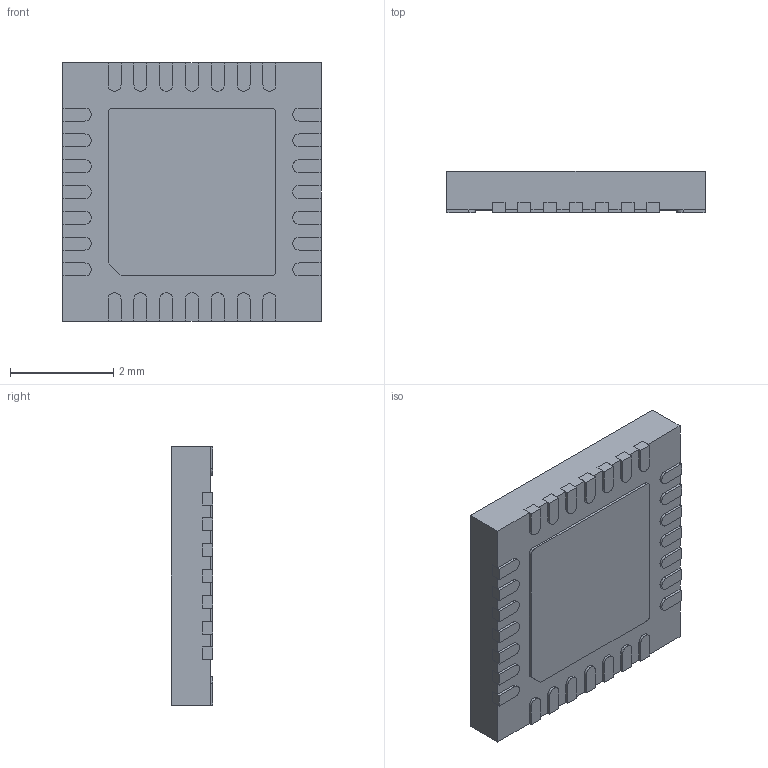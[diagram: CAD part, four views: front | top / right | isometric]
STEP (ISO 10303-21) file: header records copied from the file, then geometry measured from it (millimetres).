
FILE_DESCRIPTION (( 'STEP AP214' ), '1' );
FILE_NAME ('CP2102N-A02-GQFN28R.STEP', '2023-09-21T15:19:19', ( '' ), ( '' ), 'SwSTEP 2.0', 'SolidWorks 2021', '' );
FILE_SCHEMA (( 'AUTOMOTIVE_DESIGN' ));
Length unit declared in the file: millimetre
Products named in the file (1): CP2102N-A02-GQFN28R
Bounding box: 5 x 0.8 x 5 mm (x, y, z)
Volume: 19.5 mm3; surface area: 110.7 mm2
Topology: 31 solids, 31 shells, 326 faces, 786 edges, 524 vertices
Faces by surface type: plane 246, cylinder 80
Entity records: 9754 total; most frequent: CARTESIAN_POINT 1637, DIRECTION 1600, ORIENTED_EDGE 1572, EDGE_CURVE 786, LINE 626, VECTOR 626, VERTEX_POINT 524, AXIS2_PLACEMENT_3D 487
